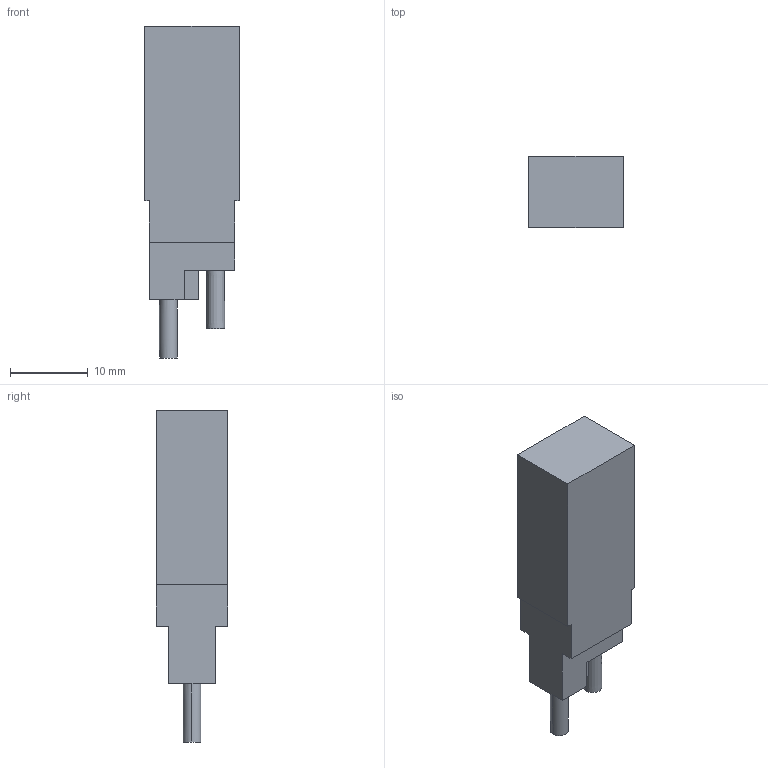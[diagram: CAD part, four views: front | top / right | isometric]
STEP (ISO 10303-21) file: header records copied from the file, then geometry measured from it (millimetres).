
FILE_DESCRIPTION(('Creo Elements/Direct Modeling STEP Export'),'2;1');
FILE_NAME('model.stp','2020-08-20T 0:14:12',(''),(''),'Creo Elements/Direct Modeling STEP processor for AP214 (Solid Model)','Creo Elements/Direct Modeling 20.1A 29-Sep-2018 (C) Parametric Technology GmbH','');
FILE_SCHEMA(('AUTOMOTIVE_DESIGN { 1 0 10303 214 1 1 1 1 }'));
Length unit declared in the file: millimetre
Products named in the file (2): BES-6-LA-24-select
Assembly tree (1 placements, depth 2):
  BES-6-LA-24-select
    BES-6-LA-24-select
Bounding box: 12.2 x 9.2 x 42.8 mm (x, y, z)
Volume: 3494.3 mm3; surface area: 1729.7 mm2
Topology: 1 solids, 1 shells, 26 faces, 66 edges, 44 vertices
Faces by surface type: plane 22, cone 2, torus 2
Entity records: 1000 total; most frequent: ORIENTED_EDGE 132, CARTESIAN_POINT 131, DIRECTION 120, EDGE_CURVE 66, VECTOR 54, LINE 54, VERTEX_POINT 44, AXIS2_PLACEMENT_3D 33
